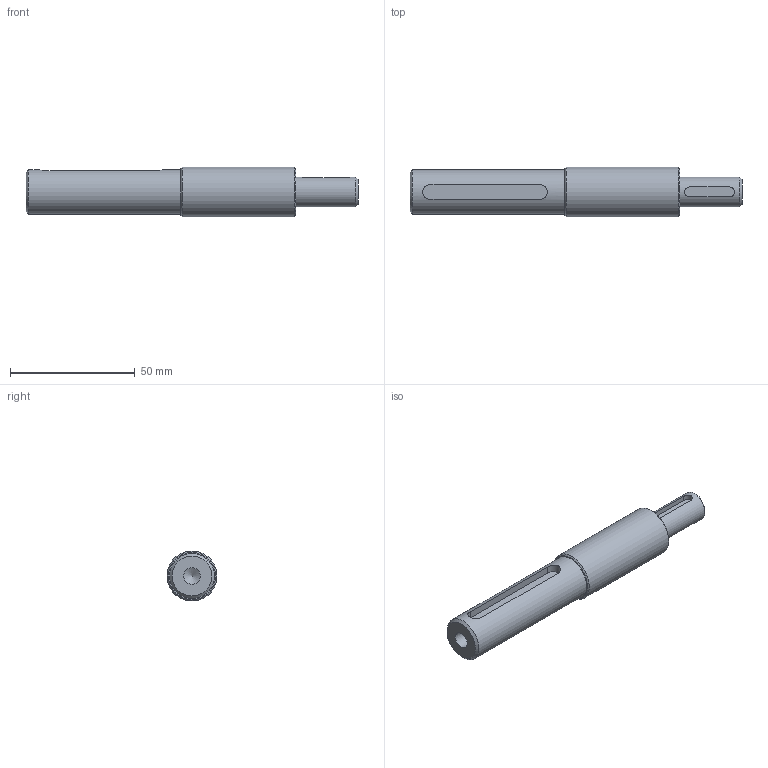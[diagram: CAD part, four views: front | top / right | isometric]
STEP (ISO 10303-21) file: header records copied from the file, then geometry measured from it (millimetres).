
FILE_DESCRIPTION(/* description */ ('hřídel pro MVF 44 a 904503'),/* implementation_level */ '2;1');
FILE_NAME(/* name */ '904553.stp',/* time_stamp */ '2013-12-15T17:57:02+01:00',/* author */ ('AlutecKK'),/* organization */ (''),/* preprocessor_version */ 'ST-DEVELOPER v15.2',/* originating_system */ 'Autodesk Inventor 2014',/* authorisation */ '');
FILE_SCHEMA (('AUTOMOTIVE_DESIGN { 1 0 10303 214 3 1 1 }'));
Length unit declared in the file: millimetre
Products named in the file (1): 904553
Bounding box: 133 x 20 x 20 mm (x, y, z)
Volume: 31094.8 mm3; surface area: 8798.6 mm2
Topology: 1 solids, 1 shells, 25 faces, 55 edges, 36 vertices
Faces by surface type: plane 10, cylinder 9, cone 6
Full cylindrical faces by diameter (mm): 4.134 x1, 6.647 x1, 12 x1, 18 x1, 20 x1
Entity records: 695 total; most frequent: CARTESIAN_POINT 174, DIRECTION 104, ORIENTED_EDGE 84, AXIS2_PLACEMENT_3D 44, EDGE_CURVE 42, EDGE_LOOP 40, VERTEX_POINT 34, ADVANCED_FACE 25
